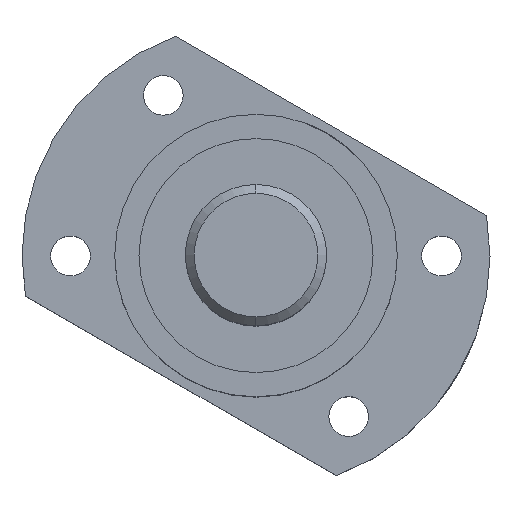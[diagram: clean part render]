
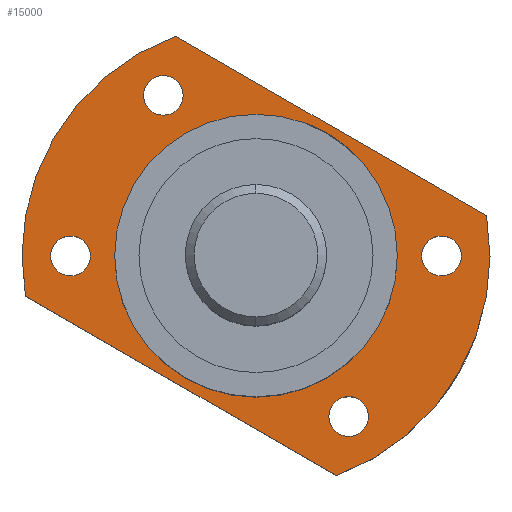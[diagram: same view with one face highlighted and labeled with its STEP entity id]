
A CAD part, top view. The second image highlights one B-rep face of the part: STEP entity #15000.
In plain terms, the highlighted planar face has unit normal (0, 0, 1).
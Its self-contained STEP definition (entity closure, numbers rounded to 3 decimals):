
#246 = DIRECTION ( 'NONE',  ( 1., 0., 0. ) ) ;
#342 = FACE_BOUND ( 'NONE', #18017, .T. ) ;
#598 = EDGE_CURVE ( 'NONE', #792, #2006, #18660, .T. ) ;
#694 = DIRECTION ( 'NONE',  ( 0., 1., 0. ) ) ;
#765 = ORIENTED_EDGE ( 'NONE', *, *, #21464, .T. ) ;
#792 = VERTEX_POINT ( 'NONE', #18504 ) ;
#880 = DIRECTION ( 'NONE',  ( 0., 0., -1. ) ) ;
#941 = CIRCLE ( 'NONE', #11957, 16. ) ;
#992 = ORIENTED_EDGE ( 'NONE', *, *, #598, .T. ) ;
#1111 = CARTESIAN_POINT ( 'NONE',  ( 0., 54.969, 132.82 ) ) ;
#1378 = EDGE_CURVE ( 'NONE', #25598, #6566, #13957, .T. ) ;
#1509 = AXIS2_PLACEMENT_3D ( 'NONE', #26231, #13459, #20457 ) ;
#1564 = CIRCLE ( 'NONE', #1509, 2.25 ) ;
#2006 = VERTEX_POINT ( 'NONE', #26305 ) ;
#2019 = EDGE_CURVE ( 'NONE', #7397, #4076, #12966, .T. ) ;
#2096 = DIRECTION ( 'NONE',  ( -0.866, 0.5, 0. ) ) ;
#2343 = FACE_OUTER_BOUND ( 'NONE', #9759, .T. ) ;
#2591 = EDGE_CURVE ( 'NONE', #23901, #7029, #26968, .T. ) ;
#2632 = DIRECTION ( 'NONE',  ( 0., 0., -1. ) ) ;
#2725 = CARTESIAN_POINT ( 'NONE',  ( -21., 54.969, 132.82 ) ) ;
#2733 = DIRECTION ( 'NONE',  ( 0., 0., -1. ) ) ;
#3150 = DIRECTION ( 'NONE',  ( 0., 0., 1. ) ) ;
#3959 = DIRECTION ( 'NONE',  ( 0., 0., -1. ) ) ;
#4076 = VERTEX_POINT ( 'NONE', #12358 ) ;
#4225 = CARTESIAN_POINT ( 'NONE',  ( 0., 54.969, 132.82 ) ) ;
#4315 = ORIENTED_EDGE ( 'NONE', *, *, #21988, .T. ) ;
#4336 = FACE_BOUND ( 'NONE', #16711, .T. ) ;
#4760 = DIRECTION ( 'NONE',  ( 1., 0., 0. ) ) ;
#4885 = AXIS2_PLACEMENT_3D ( 'NONE', #20373, #11614, #26520 ) ;
#5220 = DIRECTION ( 'NONE',  ( 0., 0., -1. ) ) ;
#5304 = FACE_BOUND ( 'NONE', #12319, .T. ) ;
#5726 = ORIENTED_EDGE ( 'NONE', *, *, #5875, .T. ) ;
#5875 = EDGE_CURVE ( 'NONE', #7029, #23901, #8858, .T. ) ;
#6566 = VERTEX_POINT ( 'NONE', #7831 ) ;
#6800 = CARTESIAN_POINT ( 'NONE',  ( -16., 54.969, 132.82 ) ) ;
#6850 = CIRCLE ( 'NONE', #15807, 26.5 ) ;
#6917 = DIRECTION ( 'NONE',  ( 0., 0., -1. ) ) ;
#6943 = EDGE_CURVE ( 'NONE', #6566, #25598, #1564, .T. ) ;
#7029 = VERTEX_POINT ( 'NONE', #18873 ) ;
#7397 = VERTEX_POINT ( 'NONE', #6800 ) ;
#7627 = ORIENTED_EDGE ( 'NONE', *, *, #18988, .F. ) ;
#7831 = CARTESIAN_POINT ( 'NONE',  ( 21., 52.719, 132.82 ) ) ;
#8004 = FACE_BOUND ( 'NONE', #15408, .T. ) ;
#8786 = DIRECTION ( 'NONE',  ( 0., 1., 0. ) ) ;
#8858 = CIRCLE ( 'NONE', #9555, 2.25 ) ;
#9018 = EDGE_CURVE ( 'NONE', #17814, #11018, #6850, .T. ) ;
#9341 = AXIS2_PLACEMENT_3D ( 'NONE', #12700, #19307, #10908 ) ;
#9432 = DIRECTION ( 'NONE',  ( 0., 1., 0. ) ) ;
#9555 = AXIS2_PLACEMENT_3D ( 'NONE', #19700, #2733, #17626 ) ;
#9759 = EDGE_LOOP ( 'NONE', ( #26121, #12508, #26445, #18675 ) ) ;
#9855 = EDGE_CURVE ( 'NONE', #11018, #24483, #21536, .T. ) ;
#9909 = AXIS2_PLACEMENT_3D ( 'NONE', #15496, #20055, #4760 ) ;
#10300 = CARTESIAN_POINT ( 'NONE',  ( 21., 54.969, 132.82 ) ) ;
#10494 = CARTESIAN_POINT ( 'NONE',  ( 26.105, 59.527, 132.82 ) ) ;
#10732 = CARTESIAN_POINT ( 'NONE',  ( -10.5, 75.405, 132.82 ) ) ;
#10864 = CIRCLE ( 'NONE', #26719, 26.5 ) ;
#10908 = DIRECTION ( 'NONE',  ( 0., -1., 0. ) ) ;
#11018 = VERTEX_POINT ( 'NONE', #27055 ) ;
#11220 = CIRCLE ( 'NONE', #22892, 2.25 ) ;
#11253 = EDGE_CURVE ( 'NONE', #24483, #13942, #10864, .T. ) ;
#11328 = AXIS2_PLACEMENT_3D ( 'NONE', #10300, #3959, #18879 ) ;
#11614 = DIRECTION ( 'NONE',  ( 0., 0., -1. ) ) ;
#11957 = AXIS2_PLACEMENT_3D ( 'NONE', #17361, #13099, #246 ) ;
#12030 = DIRECTION ( 'NONE',  ( 0.866, -0.5, 0. ) ) ;
#12317 = VECTOR ( 'NONE', #2096, 1000. ) ;
#12319 = EDGE_LOOP ( 'NONE', ( #5726, #18050 ) ) ;
#12358 = CARTESIAN_POINT ( 'NONE',  ( 16., 54.969, 132.82 ) ) ;
#12384 = AXIS2_PLACEMENT_3D ( 'NONE', #25773, #6917, #694 ) ;
#12428 = AXIS2_PLACEMENT_3D ( 'NONE', #26600, #880, #9432 ) ;
#12508 = ORIENTED_EDGE ( 'NONE', *, *, #9855, .T. ) ;
#12700 = CARTESIAN_POINT ( 'NONE',  ( 13.75, 78.785, 132.82 ) ) ;
#12792 = PLANE ( 'NONE',  #9341 ) ;
#12966 = CIRCLE ( 'NONE', #9909, 16. ) ;
#13099 = DIRECTION ( 'NONE',  ( 0., 0., 1. ) ) ;
#13459 = DIRECTION ( 'NONE',  ( 0., 0., -1. ) ) ;
#13716 = CARTESIAN_POINT ( 'NONE',  ( 9.105, 30.082, 132.82 ) ) ;
#13942 = VERTEX_POINT ( 'NONE', #22858 ) ;
#13946 = LINE ( 'NONE', #10494, #12317 ) ;
#13957 = CIRCLE ( 'NONE', #11328, 2.25 ) ;
#14338 = ORIENTED_EDGE ( 'NONE', *, *, #1378, .T. ) ;
#14351 = CARTESIAN_POINT ( 'NONE',  ( -26.105, 50.411, 132.82 ) ) ;
#14424 = EDGE_LOOP ( 'NONE', ( #7627, #20418 ) ) ;
#15000 = ADVANCED_FACE ( 'NONE', ( #15034, #5304, #342, #8004, #4336, #2343 ), #12792, .T. ) ;
#15034 = FACE_BOUND ( 'NONE', #14424, .T. ) ;
#15356 = CARTESIAN_POINT ( 'NONE',  ( 21., 57.219, 132.82 ) ) ;
#15408 = EDGE_LOOP ( 'NONE', ( #23196, #992 ) ) ;
#15496 = CARTESIAN_POINT ( 'NONE',  ( 0., 54.969, 132.82 ) ) ;
#15807 = AXIS2_PLACEMENT_3D ( 'NONE', #4225, #27471, #18970 ) ;
#16013 = DIRECTION ( 'NONE',  ( 0., 1., 0. ) ) ;
#16711 = EDGE_LOOP ( 'NONE', ( #4315, #765 ) ) ;
#16760 = EDGE_CURVE ( 'NONE', #2006, #792, #27340, .T. ) ;
#16939 = CARTESIAN_POINT ( 'NONE',  ( 10.5, 34.532, 132.82 ) ) ;
#17361 = CARTESIAN_POINT ( 'NONE',  ( 0., 54.969, 132.82 ) ) ;
#17626 = DIRECTION ( 'NONE',  ( 0., 1., 0. ) ) ;
#17814 = VERTEX_POINT ( 'NONE', #19751 ) ;
#18017 = EDGE_LOOP ( 'NONE', ( #14338, #23937 ) ) ;
#18050 = ORIENTED_EDGE ( 'NONE', *, *, #2591, .T. ) ;
#18504 = CARTESIAN_POINT ( 'NONE',  ( -21., 52.719, 132.82 ) ) ;
#18660 = CIRCLE ( 'NONE', #12428, 2.25 ) ;
#18675 = ORIENTED_EDGE ( 'NONE', *, *, #18979, .T. ) ;
#18873 = CARTESIAN_POINT ( 'NONE',  ( 10.5, 39.032, 132.82 ) ) ;
#18879 = DIRECTION ( 'NONE',  ( 0., 1., 0. ) ) ;
#18970 = DIRECTION ( 'NONE',  ( 0., 1., 0. ) ) ;
#18979 = EDGE_CURVE ( 'NONE', #13942, #17814, #13946, .T. ) ;
#18988 = EDGE_CURVE ( 'NONE', #4076, #7397, #941, .T. ) ;
#19240 = CIRCLE ( 'NONE', #12384, 2.25 ) ;
#19307 = DIRECTION ( 'NONE',  ( 0., 0., 1. ) ) ;
#19700 = CARTESIAN_POINT ( 'NONE',  ( 10.5, 36.782, 132.82 ) ) ;
#19751 = CARTESIAN_POINT ( 'NONE',  ( -9.105, 79.856, 132.82 ) ) ;
#20055 = DIRECTION ( 'NONE',  ( 0., 0., 1. ) ) ;
#20136 = VERTEX_POINT ( 'NONE', #10732 ) ;
#20373 = CARTESIAN_POINT ( 'NONE',  ( 10.5, 36.782, 132.82 ) ) ;
#20418 = ORIENTED_EDGE ( 'NONE', *, *, #2019, .F. ) ;
#20457 = DIRECTION ( 'NONE',  ( 0., 1., 0. ) ) ;
#21464 = EDGE_CURVE ( 'NONE', #22665, #20136, #11220, .T. ) ;
#21536 = LINE ( 'NONE', #14351, #22878 ) ;
#21988 = EDGE_CURVE ( 'NONE', #20136, #22665, #19240, .T. ) ;
#22117 = DIRECTION ( 'NONE',  ( 0., 1., 0. ) ) ;
#22665 = VERTEX_POINT ( 'NONE', #24131 ) ;
#22766 = AXIS2_PLACEMENT_3D ( 'NONE', #2725, #2632, #8786 ) ;
#22858 = CARTESIAN_POINT ( 'NONE',  ( 26.105, 59.527, 132.82 ) ) ;
#22878 = VECTOR ( 'NONE', #12030, 1000. ) ;
#22892 = AXIS2_PLACEMENT_3D ( 'NONE', #26216, #5220, #22117 ) ;
#23196 = ORIENTED_EDGE ( 'NONE', *, *, #16760, .T. ) ;
#23901 = VERTEX_POINT ( 'NONE', #16939 ) ;
#23937 = ORIENTED_EDGE ( 'NONE', *, *, #6943, .T. ) ;
#24131 = CARTESIAN_POINT ( 'NONE',  ( -10.5, 70.905, 132.82 ) ) ;
#24483 = VERTEX_POINT ( 'NONE', #13716 ) ;
#25598 = VERTEX_POINT ( 'NONE', #15356 ) ;
#25773 = CARTESIAN_POINT ( 'NONE',  ( -10.5, 73.155, 132.82 ) ) ;
#26121 = ORIENTED_EDGE ( 'NONE', *, *, #9018, .T. ) ;
#26216 = CARTESIAN_POINT ( 'NONE',  ( -10.5, 73.155, 132.82 ) ) ;
#26231 = CARTESIAN_POINT ( 'NONE',  ( 21., 54.969, 132.82 ) ) ;
#26305 = CARTESIAN_POINT ( 'NONE',  ( -21., 57.219, 132.82 ) ) ;
#26445 = ORIENTED_EDGE ( 'NONE', *, *, #11253, .T. ) ;
#26520 = DIRECTION ( 'NONE',  ( 0., 1., 0. ) ) ;
#26600 = CARTESIAN_POINT ( 'NONE',  ( -21., 54.969, 132.82 ) ) ;
#26719 = AXIS2_PLACEMENT_3D ( 'NONE', #1111, #3150, #16013 ) ;
#26968 = CIRCLE ( 'NONE', #4885, 2.25 ) ;
#27055 = CARTESIAN_POINT ( 'NONE',  ( -26.105, 50.411, 132.82 ) ) ;
#27340 = CIRCLE ( 'NONE', #22766, 2.25 ) ;
#27471 = DIRECTION ( 'NONE',  ( 0., 0., 1. ) ) ;
